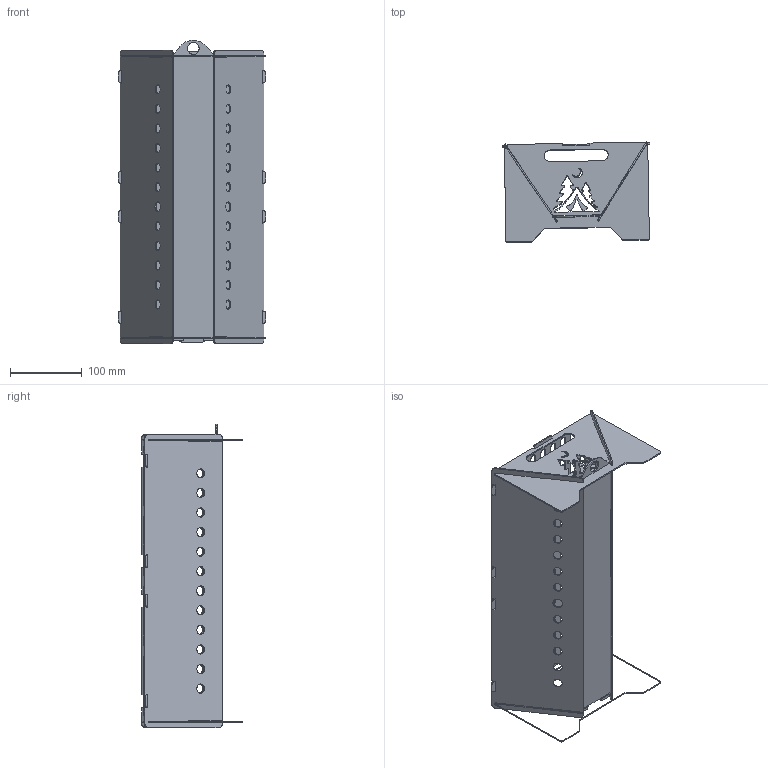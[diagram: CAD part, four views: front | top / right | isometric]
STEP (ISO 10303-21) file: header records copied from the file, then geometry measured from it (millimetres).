
FILE_DESCRIPTION(('FreeCAD Model'),'2;1');
FILE_NAME('Open CASCADE Shape Model','2025-05-02T02:19:38',('FreeCAD'),( 'FreeCAD'),'Open CASCADE STEP processor 7.6','FreeCAD','Unknown');
FILE_SCHEMA(('AUTOMOTIVE_DESIGN { 1 0 10303 214 1 1 1 1 }'));
Products named in the file (1): Open CASCADE STEP translator 7.6 1
Bounding box: 205.4 x 140 x 422.84 mm (x, y, z)
Volume: 400470.2 mm3; surface area: 470176.2 mm2
Topology: 7 solids, 7 shells, 1409 faces, 4185 edges, 2790 vertices
Faces by surface type: bspline 1409
Entity records: 44053 total; most frequent: CARTESIAN_POINT 21729, ORIENTED_EDGE 8370, EDGE_CURVE 4185, VERTEX_POINT 2790, B_SPLINE_CURVE_WITH_KNOTS 2071, FACE_BOUND 1559, EDGE_LOOP 1559, ADVANCED_FACE 1409
